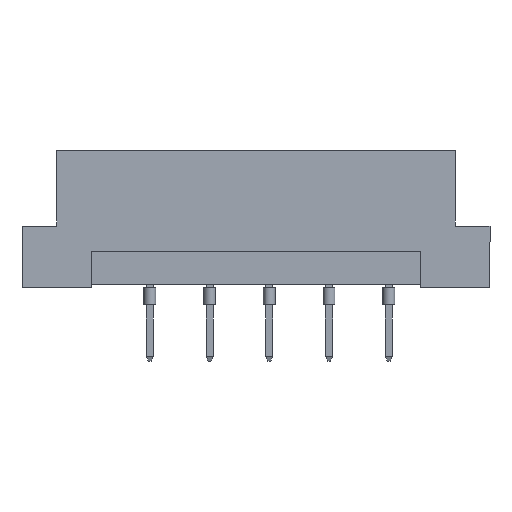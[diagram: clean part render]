
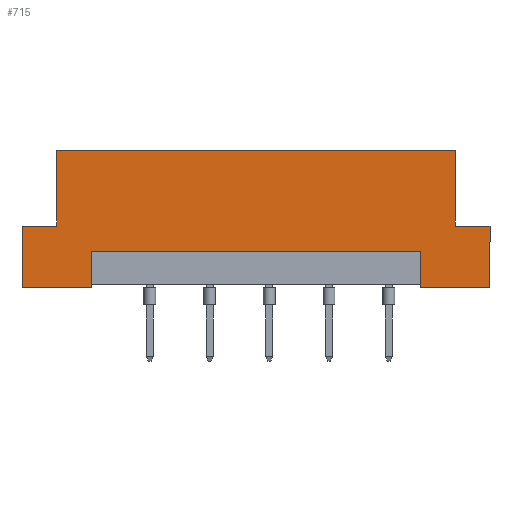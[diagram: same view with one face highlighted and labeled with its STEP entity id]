
A CAD part, front view. The second image highlights one B-rep face of the part: STEP entity #715.
In plain terms, the highlighted planar face has unit normal (0, -1, 0).
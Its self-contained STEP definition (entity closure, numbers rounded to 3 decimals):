
#109 = LINE ( 'NONE', #533, #4105 ) ;
#200 = CARTESIAN_POINT ( 'NONE',  ( -14., -4.3, 0.2 ) ) ;
#234 = LINE ( 'NONE', #2714, #5098 ) ;
#352 = ORIENTED_EDGE ( 'NONE', *, *, #2747, .T. ) ;
#486 = VECTOR ( 'NONE', #3950, 1000. ) ;
#518 = VERTEX_POINT ( 'NONE', #4653 ) ;
#526 = CARTESIAN_POINT ( 'NONE',  ( 16.94, -4.3, 11.6 ) ) ;
#533 = CARTESIAN_POINT ( 'NONE',  ( 19.9, -4.3, 0. ) ) ;
#558 = VERTEX_POINT ( 'NONE', #873 ) ;
#607 = ORIENTED_EDGE ( 'NONE', *, *, #1866, .F. ) ;
#608 = LINE ( 'NONE', #3838, #1075 ) ;
#612 = ORIENTED_EDGE ( 'NONE', *, *, #2757, .F. ) ;
#671 = VERTEX_POINT ( 'NONE', #4528 ) ;
#715 = ADVANCED_FACE ( 'NONE', ( #5012 ), #3762, .F. ) ;
#868 = VERTEX_POINT ( 'NONE', #2026 ) ;
#873 = CARTESIAN_POINT ( 'NONE',  ( 19.9, -4.3, 5.2 ) ) ;
#976 = DIRECTION ( 'NONE',  ( -1., 0., 0. ) ) ;
#992 = ORIENTED_EDGE ( 'NONE', *, *, #2305, .T. ) ;
#994 = LINE ( 'NONE', #1422, #2680 ) ;
#995 = CARTESIAN_POINT ( 'NONE',  ( 19.9, -4.3, 0. ) ) ;
#1021 = LINE ( 'NONE', #4195, #2314 ) ;
#1075 = VECTOR ( 'NONE', #1475, 1000. ) ;
#1088 = VERTEX_POINT ( 'NONE', #3081 ) ;
#1099 = CARTESIAN_POINT ( 'NONE',  ( -14., -4.3, 3. ) ) ;
#1107 = LINE ( 'NONE', #200, #4361 ) ;
#1170 = ORIENTED_EDGE ( 'NONE', *, *, #1858, .F. ) ;
#1215 = CARTESIAN_POINT ( 'NONE',  ( 14., -4.3, 3. ) ) ;
#1261 = CARTESIAN_POINT ( 'NONE',  ( -16.94, -4.3, 5.2 ) ) ;
#1287 = DIRECTION ( 'NONE',  ( 0., 0., 1. ) ) ;
#1340 = DIRECTION ( 'NONE',  ( 0., 0., -1. ) ) ;
#1414 = EDGE_CURVE ( 'NONE', #868, #4207, #994, .T. ) ;
#1417 = AXIS2_PLACEMENT_3D ( 'NONE', #3788, #3425, #976 ) ;
#1422 = CARTESIAN_POINT ( 'NONE',  ( 19.9, -4.3, 11.6 ) ) ;
#1475 = DIRECTION ( 'NONE',  ( 0., 0., 1. ) ) ;
#1489 = VERTEX_POINT ( 'NONE', #2992 ) ;
#1502 = CARTESIAN_POINT ( 'NONE',  ( -19.9, -4.3, 11.6 ) ) ;
#1557 = ORIENTED_EDGE ( 'NONE', *, *, #5021, .T. ) ;
#1568 = LINE ( 'NONE', #4765, #486 ) ;
#1676 = EDGE_CURVE ( 'NONE', #518, #868, #4088, .T. ) ;
#1849 = CARTESIAN_POINT ( 'NONE',  ( -19.9, -4.3, 5.2 ) ) ;
#1858 = EDGE_CURVE ( 'NONE', #4053, #2937, #1107, .T. ) ;
#1866 = EDGE_CURVE ( 'NONE', #558, #1489, #234, .T. ) ;
#2026 = CARTESIAN_POINT ( 'NONE',  ( -16.94, -4.3, 11.6 ) ) ;
#2098 = VECTOR ( 'NONE', #1287, 1000. ) ;
#2179 = EDGE_CURVE ( 'NONE', #1088, #1489, #109, .T. ) ;
#2233 = EDGE_CURVE ( 'NONE', #4516, #4657, #2634, .T. ) ;
#2305 = EDGE_CURVE ( 'NONE', #671, #4207, #608, .T. ) ;
#2314 = VECTOR ( 'NONE', #4586, 1000. ) ;
#2410 = ORIENTED_EDGE ( 'NONE', *, *, #1414, .F. ) ;
#2446 = CARTESIAN_POINT ( 'NONE',  ( -19.9, -4.3, 0. ) ) ;
#2575 = DIRECTION ( 'NONE',  ( 1., 0., 0. ) ) ;
#2594 = VECTOR ( 'NONE', #4622, 1000. ) ;
#2634 = LINE ( 'NONE', #1502, #2686 ) ;
#2680 = VECTOR ( 'NONE', #2575, 1000. ) ;
#2686 = VECTOR ( 'NONE', #4650, 1000. ) ;
#2714 = CARTESIAN_POINT ( 'NONE',  ( 19.9, -4.3, 11.6 ) ) ;
#2747 = EDGE_CURVE ( 'NONE', #4657, #2937, #3780, .T. ) ;
#2757 = EDGE_CURVE ( 'NONE', #4516, #518, #3803, .T. ) ;
#2937 = VERTEX_POINT ( 'NONE', #4898 ) ;
#2992 = CARTESIAN_POINT ( 'NONE',  ( 19.9, -4.3, 0. ) ) ;
#3043 = ORIENTED_EDGE ( 'NONE', *, *, #3300, .F. ) ;
#3081 = CARTESIAN_POINT ( 'NONE',  ( 14., -4.3, 0. ) ) ;
#3112 = EDGE_CURVE ( 'NONE', #1088, #3761, #1021, .T. ) ;
#3300 = EDGE_CURVE ( 'NONE', #671, #558, #1568, .T. ) ;
#3372 = EDGE_LOOP ( 'NONE', ( #1557, #3960, #3692, #607, #3043, #992, #2410, #4936, #612, #4557, #352, #1170 ) ) ;
#3425 = DIRECTION ( 'NONE',  ( 0., 1., 0. ) ) ;
#3437 = DIRECTION ( 'NONE',  ( 0., 0., -1. ) ) ;
#3692 = ORIENTED_EDGE ( 'NONE', *, *, #2179, .T. ) ;
#3761 = VERTEX_POINT ( 'NONE', #1215 ) ;
#3762 = PLANE ( 'NONE',  #1417 ) ;
#3780 = LINE ( 'NONE', #995, #2594 ) ;
#3788 = CARTESIAN_POINT ( 'NONE',  ( 19.9, -4.3, 11.6 ) ) ;
#3803 = LINE ( 'NONE', #1849, #4268 ) ;
#3838 = CARTESIAN_POINT ( 'NONE',  ( 16.94, -4.3, 5.2 ) ) ;
#3950 = DIRECTION ( 'NONE',  ( 1., 0., 0. ) ) ;
#3960 = ORIENTED_EDGE ( 'NONE', *, *, #3112, .F. ) ;
#4053 = VERTEX_POINT ( 'NONE', #1099 ) ;
#4088 = LINE ( 'NONE', #1261, #2098 ) ;
#4105 = VECTOR ( 'NONE', #4547, 1000. ) ;
#4195 = CARTESIAN_POINT ( 'NONE',  ( 14., -4.3, 0.2 ) ) ;
#4207 = VERTEX_POINT ( 'NONE', #526 ) ;
#4268 = VECTOR ( 'NONE', #4277, 1000. ) ;
#4277 = DIRECTION ( 'NONE',  ( 1., 0., 0. ) ) ;
#4295 = CARTESIAN_POINT ( 'NONE',  ( -19.9, -4.3, 5.2 ) ) ;
#4340 = LINE ( 'NONE', #5118, #4826 ) ;
#4361 = VECTOR ( 'NONE', #3437, 1000. ) ;
#4394 = DIRECTION ( 'NONE',  ( 1., 0., 0. ) ) ;
#4516 = VERTEX_POINT ( 'NONE', #4295 ) ;
#4528 = CARTESIAN_POINT ( 'NONE',  ( 16.94, -4.3, 5.2 ) ) ;
#4547 = DIRECTION ( 'NONE',  ( 1., 0., 0. ) ) ;
#4557 = ORIENTED_EDGE ( 'NONE', *, *, #2233, .T. ) ;
#4586 = DIRECTION ( 'NONE',  ( 0., 0., 1. ) ) ;
#4622 = DIRECTION ( 'NONE',  ( 1., 0., 0. ) ) ;
#4650 = DIRECTION ( 'NONE',  ( 0., 0., -1. ) ) ;
#4653 = CARTESIAN_POINT ( 'NONE',  ( -16.94, -4.3, 5.2 ) ) ;
#4657 = VERTEX_POINT ( 'NONE', #2446 ) ;
#4765 = CARTESIAN_POINT ( 'NONE',  ( 19.9, -4.3, 5.2 ) ) ;
#4826 = VECTOR ( 'NONE', #4394, 1000. ) ;
#4898 = CARTESIAN_POINT ( 'NONE',  ( -14., -4.3, 0. ) ) ;
#4936 = ORIENTED_EDGE ( 'NONE', *, *, #1676, .F. ) ;
#5012 = FACE_OUTER_BOUND ( 'NONE', #3372, .T. ) ;
#5021 = EDGE_CURVE ( 'NONE', #4053, #3761, #4340, .T. ) ;
#5098 = VECTOR ( 'NONE', #1340, 1000. ) ;
#5118 = CARTESIAN_POINT ( 'NONE',  ( -14., -4.3, 3. ) ) ;
